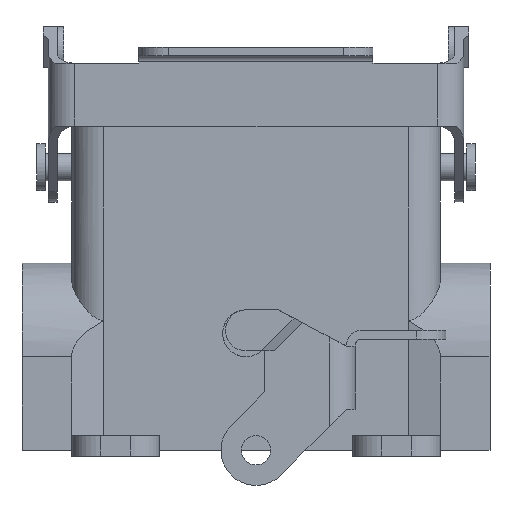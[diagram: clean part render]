
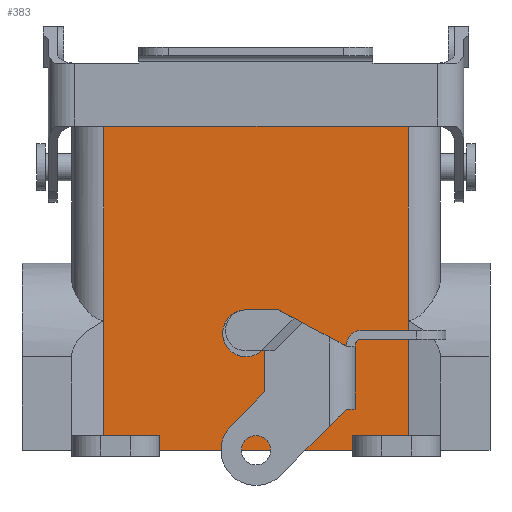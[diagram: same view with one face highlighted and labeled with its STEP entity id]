
A CAD part, front view. The second image highlights one B-rep face of the part: STEP entity #383.
In plain terms, the highlighted planar face has unit normal (0, -1, 0).
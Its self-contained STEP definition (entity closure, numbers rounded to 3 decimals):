
#383 = ADVANCED_FACE( '', ( #854 ), #855, .T. );
#854 = FACE_OUTER_BOUND( '', #1418, .T. );
#855 = PLANE( '', #1419 );
#1418 = EDGE_LOOP( '', ( #2447, #2448, #2449, #2450, #2451, #2452, #2453, #2454, #2455, #2456 ) );
#1419 = AXIS2_PLACEMENT_3D( '', #2457, #2458, #2459 );
#2447 = ORIENTED_EDGE( '', *, *, #3540, .T. );
#2448 = ORIENTED_EDGE( '', *, *, #3560, .F. );
#2449 = ORIENTED_EDGE( '', *, *, #3548, .T. );
#2450 = ORIENTED_EDGE( '', *, *, #3595, .F. );
#2451 = ORIENTED_EDGE( '', *, *, #3596, .F. );
#2452 = ORIENTED_EDGE( '', *, *, #3554, .T. );
#2453 = ORIENTED_EDGE( '', *, *, #3597, .F. );
#2454 = ORIENTED_EDGE( '', *, *, #3598, .F. );
#2455 = ORIENTED_EDGE( '', *, *, #3599, .F. );
#2456 = ORIENTED_EDGE( '', *, *, #3600, .T. );
#2457 = CARTESIAN_POINT( '', ( -26., -14.75, 56. ) );
#2458 = DIRECTION( '', ( 0., -1., 0. ) );
#2459 = DIRECTION( '', ( 0., 0., 1. ) );
#3540 = EDGE_CURVE( '', #4353, #4351, #4354, .T. );
#3548 = EDGE_CURVE( '', #4364, #4362, #4365, .T. );
#3554 = EDGE_CURVE( '', #4374, #4372, #4375, .T. );
#3560 = EDGE_CURVE( '', #4364, #4351, #4383, .T. );
#3595 = EDGE_CURVE( '', #4429, #4362, #4430, .T. );
#3596 = EDGE_CURVE( '', #4374, #4429, #4431, .T. );
#3597 = EDGE_CURVE( '', #4432, #4372, #4433, .T. );
#3598 = EDGE_CURVE( '', #4434, #4432, #4435, .T. );
#3599 = EDGE_CURVE( '', #4436, #4434, #4437, .T. );
#3600 = EDGE_CURVE( '', #4436, #4353, #4438, .T. );
#4351 = VERTEX_POINT( '', #5522 );
#4353 = VERTEX_POINT( '', #5525 );
#4354 = LINE( '', #5526, #5527 );
#4362 = VERTEX_POINT( '', #5537 );
#4364 = VERTEX_POINT( '', #5540 );
#4365 = LINE( '', #5541, #5542 );
#4372 = VERTEX_POINT( '', #5551 );
#4374 = VERTEX_POINT( '', #5554 );
#4375 = LINE( '', #5555, #5556 );
#4383 = LINE( '', #5565, #5566 );
#4429 = VERTEX_POINT( '', #5628 );
#4430 = LINE( '', #5629, #5630 );
#4431 = LINE( '', #5631, #5632 );
#4432 = VERTEX_POINT( '', #5633 );
#4433 = LINE( '', #5634, #5635 );
#4434 = VERTEX_POINT( '', #5636 );
#4435 = LINE( '', #5637, #5638 );
#4436 = VERTEX_POINT( '', #5639 );
#4437 = LINE( '', #5640, #5641 );
#4438 = LINE( '', #5642, #5643 );
#5522 = CARTESIAN_POINT( '', ( -26., -14.75, 2.5 ) );
#5525 = CARTESIAN_POINT( '', ( -26., -14.75, 22.2 ) );
#5526 = CARTESIAN_POINT( '', ( -26., -14.75, 70.654 ) );
#5527 = VECTOR( '', #6442, 1000. );
#5537 = CARTESIAN_POINT( '', ( -16.5, -14.75, 0. ) );
#5540 = CARTESIAN_POINT( '', ( -16.5, -14.75, 2.5 ) );
#5541 = CARTESIAN_POINT( '', ( -16.5, -14.75, 56. ) );
#5542 = VECTOR( '', #6452, 1000. );
#5551 = CARTESIAN_POINT( '', ( 26., -14.75, 2.5 ) );
#5554 = CARTESIAN_POINT( '', ( 16.5, -14.75, 2.5 ) );
#5555 = CARTESIAN_POINT( '', ( 26., -14.75, 2.5 ) );
#5556 = VECTOR( '', #6459, 1000. );
#5565 = CARTESIAN_POINT( '', ( -26., -14.75, 2.5 ) );
#5566 = VECTOR( '', #6467, 1000. );
#5628 = CARTESIAN_POINT( '', ( 16.5, -14.75, 0. ) );
#5629 = CARTESIAN_POINT( '', ( 0., -14.75, 0. ) );
#5630 = VECTOR( '', #6511, 1000. );
#5631 = CARTESIAN_POINT( '', ( 16.5, -14.75, 56. ) );
#5632 = VECTOR( '', #6512, 1000. );
#5633 = CARTESIAN_POINT( '', ( 26., -14.75, 22.2 ) );
#5634 = CARTESIAN_POINT( '', ( 26., -14.75, 70.654 ) );
#5635 = VECTOR( '', #6513, 1000. );
#5636 = CARTESIAN_POINT( '', ( 26., -14.75, 56. ) );
#5637 = CARTESIAN_POINT( '', ( 26., -14.75, 56. ) );
#5638 = VECTOR( '', #6514, 1000. );
#5639 = CARTESIAN_POINT( '', ( -26., -14.75, 56. ) );
#5640 = CARTESIAN_POINT( '', ( -26., -14.75, 56. ) );
#5641 = VECTOR( '', #6515, 1000. );
#5642 = CARTESIAN_POINT( '', ( -26., -14.75, 56. ) );
#5643 = VECTOR( '', #6516, 1000. );
#6442 = DIRECTION( '', ( 0., 0., -1. ) );
#6452 = DIRECTION( '', ( 0., 0., -1. ) );
#6459 = DIRECTION( '', ( 1., 0., 0. ) );
#6467 = DIRECTION( '', ( -1., 0., 0. ) );
#6511 = DIRECTION( '', ( -1., 0., 0. ) );
#6512 = DIRECTION( '', ( 0., 0., -1. ) );
#6513 = DIRECTION( '', ( 0., 0., -1. ) );
#6514 = DIRECTION( '', ( 0., 0., -1. ) );
#6515 = DIRECTION( '', ( 1., 0., 0. ) );
#6516 = DIRECTION( '', ( 0., 0., -1. ) );
